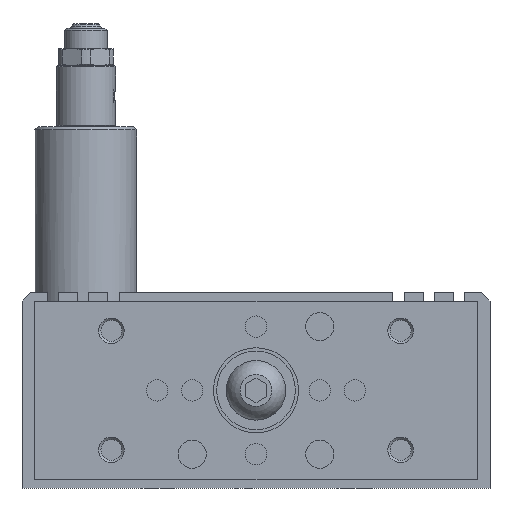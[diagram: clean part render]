
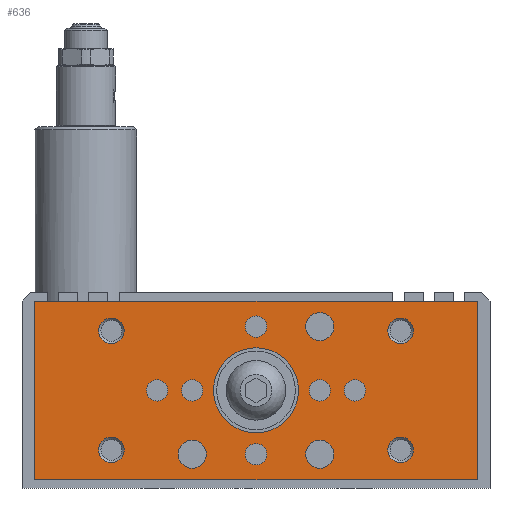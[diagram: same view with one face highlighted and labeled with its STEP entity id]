
A CAD part, left-side view. The second image highlights one B-rep face of the part: STEP entity #636.
In plain terms, the highlighted planar face has unit normal (-1, 0, 0).
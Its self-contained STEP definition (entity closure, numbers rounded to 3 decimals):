
#636 = ADVANCED_FACE( '', ( #1512, #1513, #1514, #1515, #1516, #1517, #1518, #1519, #1520, #1521, #1522, #1523, #1524, #1525, #1526 ), #1527, .F. );
#1512 = FACE_BOUND( '', #2624, .T. );
#1513 = FACE_BOUND( '', #2625, .T. );
#1514 = FACE_BOUND( '', #2626, .T. );
#1515 = FACE_BOUND( '', #2627, .T. );
#1516 = FACE_BOUND( '', #2628, .T. );
#1517 = FACE_BOUND( '', #2629, .T. );
#1518 = FACE_BOUND( '', #2630, .T. );
#1519 = FACE_BOUND( '', #2631, .T. );
#1520 = FACE_BOUND( '', #2632, .T. );
#1521 = FACE_BOUND( '', #2633, .T. );
#1522 = FACE_BOUND( '', #2634, .T. );
#1523 = FACE_BOUND( '', #2635, .T. );
#1524 = FACE_BOUND( '', #2636, .T. );
#1525 = FACE_BOUND( '', #2637, .T. );
#1526 = FACE_OUTER_BOUND( '', #2638, .T. );
#1527 = PLANE( '', #2639 );
#2624 = EDGE_LOOP( '', ( #4390 ) );
#2625 = EDGE_LOOP( '', ( #4391 ) );
#2626 = EDGE_LOOP( '', ( #4392 ) );
#2627 = EDGE_LOOP( '', ( #4393 ) );
#2628 = EDGE_LOOP( '', ( #4394 ) );
#2629 = EDGE_LOOP( '', ( #4395 ) );
#2630 = EDGE_LOOP( '', ( #4396 ) );
#2631 = EDGE_LOOP( '', ( #4397 ) );
#2632 = EDGE_LOOP( '', ( #4398 ) );
#2633 = EDGE_LOOP( '', ( #4399 ) );
#2634 = EDGE_LOOP( '', ( #4400 ) );
#2635 = EDGE_LOOP( '', ( #4401 ) );
#2636 = EDGE_LOOP( '', ( #4402 ) );
#2637 = EDGE_LOOP( '', ( #4403 ) );
#2638 = EDGE_LOOP( '', ( #4404, #4405, #4406, #4407 ) );
#2639 = AXIS2_PLACEMENT_3D( '', #4408, #4409, #4410 );
#4390 = ORIENTED_EDGE( '', *, *, #5582, .T. );
#4391 = ORIENTED_EDGE( '', *, *, #6044, .T. );
#4392 = ORIENTED_EDGE( '', *, *, #6045, .T. );
#4393 = ORIENTED_EDGE( '', *, *, #6034, .T. );
#4394 = ORIENTED_EDGE( '', *, *, #5862, .T. );
#4395 = ORIENTED_EDGE( '', *, *, #6046, .T. );
#4396 = ORIENTED_EDGE( '', *, *, #6047, .T. );
#4397 = ORIENTED_EDGE( '', *, *, #6048, .F. );
#4398 = ORIENTED_EDGE( '', *, *, #6049, .T. );
#4399 = ORIENTED_EDGE( '', *, *, #5768, .T. );
#4400 = ORIENTED_EDGE( '', *, *, #6050, .F. );
#4401 = ORIENTED_EDGE( '', *, *, #6051, .F. );
#4402 = ORIENTED_EDGE( '', *, *, #6052, .T. );
#4403 = ORIENTED_EDGE( '', *, *, #6053, .T. );
#4404 = ORIENTED_EDGE( '', *, *, #6054, .F. );
#4405 = ORIENTED_EDGE( '', *, *, #5525, .F. );
#4406 = ORIENTED_EDGE( '', *, *, #6055, .F. );
#4407 = ORIENTED_EDGE( '', *, *, #5560, .F. );
#4408 = CARTESIAN_POINT( '', ( -106., 52., 44. ) );
#4409 = DIRECTION( '', ( 1., 0., 0. ) );
#4410 = DIRECTION( '', ( 0., 0., 1. ) );
#5525 = EDGE_CURVE( '', #6426, #6428, #6429, .T. );
#5560 = EDGE_CURVE( '', #6488, #6490, #6491, .T. );
#5582 = EDGE_CURVE( '', #6528, #6528, #6529, .T. );
#5768 = EDGE_CURVE( '', #6841, #6841, #6842, .T. );
#5862 = EDGE_CURVE( '', #6990, #6990, #6991, .T. );
#6034 = EDGE_CURVE( '', #7238, #7238, #7239, .T. );
#6044 = EDGE_CURVE( '', #7251, #7251, #7252, .T. );
#6045 = EDGE_CURVE( '', #7253, #7253, #7254, .T. );
#6046 = EDGE_CURVE( '', #7255, #7255, #7256, .T. );
#6047 = EDGE_CURVE( '', #7257, #7257, #7258, .T. );
#6048 = EDGE_CURVE( '', #7259, #7259, #7260, .T. );
#6049 = EDGE_CURVE( '', #7261, #7261, #7262, .T. );
#6050 = EDGE_CURVE( '', #7263, #7263, #7264, .T. );
#6051 = EDGE_CURVE( '', #7265, #7265, #7266, .T. );
#6052 = EDGE_CURVE( '', #7267, #7267, #7268, .T. );
#6053 = EDGE_CURVE( '', #7269, #7269, #7270, .T. );
#6054 = EDGE_CURVE( '', #6428, #6488, #7271, .T. );
#6055 = EDGE_CURVE( '', #6490, #6426, #7272, .T. );
#6426 = VERTEX_POINT( '', #7744 );
#6428 = VERTEX_POINT( '', #7747 );
#6429 = LINE( '', #7748, #7749 );
#6488 = VERTEX_POINT( '', #8004 );
#6490 = VERTEX_POINT( '', #8007 );
#6491 = LINE( '', #8008, #8009 );
#6528 = VERTEX_POINT( '', #8098 );
#6529 = CIRCLE( '', #8099, 2.51 );
#6841 = VERTEX_POINT( '', #8636 );
#6842 = CIRCLE( '', #8637, 3. );
#6990 = VERTEX_POINT( '', #8835 );
#6991 = CIRCLE( '', #8836, 3.3 );
#7238 = VERTEX_POINT( '', #9181 );
#7239 = CIRCLE( '', #9182, 2.51 );
#7251 = VERTEX_POINT( '', #9206 );
#7252 = CIRCLE( '', #9207, 2.51 );
#7253 = VERTEX_POINT( '', #9208 );
#7254 = CIRCLE( '', #9209, 2.51 );
#7255 = VERTEX_POINT( '', #9210 );
#7256 = CIRCLE( '', #9211, 3.3 );
#7257 = VERTEX_POINT( '', #9212 );
#7258 = CIRCLE( '', #9213, 3.3 );
#7259 = VERTEX_POINT( '', #9214 );
#7260 = CIRCLE( '', #9215, 2.51 );
#7261 = VERTEX_POINT( '', #9216 );
#7262 = CIRCLE( '', #9217, 2.51 );
#7263 = VERTEX_POINT( '', #9218 );
#7264 = CIRCLE( '', #9219, 3. );
#7265 = VERTEX_POINT( '', #9220 );
#7266 = CIRCLE( '', #9221, 3. );
#7267 = VERTEX_POINT( '', #9222 );
#7268 = CIRCLE( '', #9223, 3. );
#7269 = VERTEX_POINT( '', #9224 );
#7270 = CIRCLE( '', #9225, 10. );
#7271 = LINE( '', #9226, #9227 );
#7272 = LINE( '', #9228, #9229 );
#7744 = CARTESIAN_POINT( '', ( -106., -52., 2. ) );
#7747 = CARTESIAN_POINT( '', ( -106., 52., 2. ) );
#7748 = CARTESIAN_POINT( '', ( -106., -52., 2. ) );
#7749 = VECTOR( '', #9686, 1000. );
#8004 = CARTESIAN_POINT( '', ( -106., 52., 44. ) );
#8007 = CARTESIAN_POINT( '', ( -106., -52., 44. ) );
#8008 = CARTESIAN_POINT( '', ( -106., 52., 44. ) );
#8009 = VECTOR( '', #9724, 1000. );
#8098 = CARTESIAN_POINT( '', ( -106., 0., 10.51 ) );
#8099 = AXIS2_PLACEMENT_3D( '', #9751, #9752, #9753 );
#8636 = CARTESIAN_POINT( '', ( -106., 31., 9. ) );
#8637 = AXIS2_PLACEMENT_3D( '', #9991, #9992, #9993 );
#8835 = CARTESIAN_POINT( '', ( -106., 15., 4.7 ) );
#8836 = AXIS2_PLACEMENT_3D( '', #10114, #10115, #10116 );
#9181 = CARTESIAN_POINT( '', ( -106., -12.49, 23. ) );
#9182 = AXIS2_PLACEMENT_3D( '', #10343, #10344, #10345 );
#9206 = CARTESIAN_POINT( '', ( -106., 12.49, 23. ) );
#9207 = AXIS2_PLACEMENT_3D( '', #10351, #10352, #10353 );
#9208 = CARTESIAN_POINT( '', ( -106., 0., 35.49 ) );
#9209 = AXIS2_PLACEMENT_3D( '', #10354, #10355, #10356 );
#9210 = CARTESIAN_POINT( '', ( -106., -15., 4.7 ) );
#9211 = AXIS2_PLACEMENT_3D( '', #10357, #10358, #10359 );
#9212 = CARTESIAN_POINT( '', ( -106., -15., 34.7 ) );
#9213 = AXIS2_PLACEMENT_3D( '', #10360, #10361, #10362 );
#9214 = CARTESIAN_POINT( '', ( -106., 20.74, 23. ) );
#9215 = AXIS2_PLACEMENT_3D( '', #10363, #10364, #10365 );
#9216 = CARTESIAN_POINT( '', ( -106., -20.74, 23. ) );
#9217 = AXIS2_PLACEMENT_3D( '', #10366, #10367, #10368 );
#9218 = CARTESIAN_POINT( '', ( -106., -31., 9. ) );
#9219 = AXIS2_PLACEMENT_3D( '', #10369, #10370, #10371 );
#9220 = CARTESIAN_POINT( '', ( -106., 31., 37. ) );
#9221 = AXIS2_PLACEMENT_3D( '', #10372, #10373, #10374 );
#9222 = CARTESIAN_POINT( '', ( -106., -31., 37. ) );
#9223 = AXIS2_PLACEMENT_3D( '', #10375, #10376, #10377 );
#9224 = CARTESIAN_POINT( '', ( -106., 10., 23. ) );
#9225 = AXIS2_PLACEMENT_3D( '', #10378, #10379, #10380 );
#9226 = CARTESIAN_POINT( '', ( -106., 52., 2. ) );
#9227 = VECTOR( '', #10381, 1000. );
#9228 = CARTESIAN_POINT( '', ( -106., -52., 44. ) );
#9229 = VECTOR( '', #10382, 1000. );
#9686 = DIRECTION( '', ( 0., 1., 0. ) );
#9724 = DIRECTION( '', ( 0., -1., 0. ) );
#9751 = CARTESIAN_POINT( '', ( -106., 0., 8. ) );
#9752 = DIRECTION( '', ( 1., 0., 0. ) );
#9753 = DIRECTION( '', ( 0., 0., 1. ) );
#9991 = CARTESIAN_POINT( '', ( -106., 34., 9. ) );
#9992 = DIRECTION( '', ( 1., 0., 0. ) );
#9993 = DIRECTION( '', ( 0., -1., 0. ) );
#10114 = CARTESIAN_POINT( '', ( -106., 15., 8. ) );
#10115 = DIRECTION( '', ( 1., 0., 0. ) );
#10116 = DIRECTION( '', ( 0., 0., -1. ) );
#10343 = CARTESIAN_POINT( '', ( -106., -15., 23. ) );
#10344 = DIRECTION( '', ( 1., 0., 0. ) );
#10345 = DIRECTION( '', ( 0., 1., 0. ) );
#10351 = CARTESIAN_POINT( '', ( -106., 15., 23. ) );
#10352 = DIRECTION( '', ( 1., 0., 0. ) );
#10353 = DIRECTION( '', ( 0., -1., 0. ) );
#10354 = CARTESIAN_POINT( '', ( -106., 0., 38. ) );
#10355 = DIRECTION( '', ( 1., 0., 0. ) );
#10356 = DIRECTION( '', ( 0., 0., -1. ) );
#10357 = CARTESIAN_POINT( '', ( -106., -15., 8. ) );
#10358 = DIRECTION( '', ( 1., 0., 0. ) );
#10359 = DIRECTION( '', ( 0., 0., -1. ) );
#10360 = CARTESIAN_POINT( '', ( -106., -15., 38. ) );
#10361 = DIRECTION( '', ( 1., 0., 0. ) );
#10362 = DIRECTION( '', ( 0., 0., -1. ) );
#10363 = CARTESIAN_POINT( '', ( -106., 23.25, 23. ) );
#10364 = DIRECTION( '', ( -1., 0., 0. ) );
#10365 = DIRECTION( '', ( 0., -1., 0. ) );
#10366 = CARTESIAN_POINT( '', ( -106., -23.25, 23. ) );
#10367 = DIRECTION( '', ( 1., 0., 0. ) );
#10368 = DIRECTION( '', ( 0., 1., 0. ) );
#10369 = CARTESIAN_POINT( '', ( -106., -34., 9. ) );
#10370 = DIRECTION( '', ( -1., 0., 0. ) );
#10371 = DIRECTION( '', ( 0., 1., 0. ) );
#10372 = CARTESIAN_POINT( '', ( -106., 34., 37. ) );
#10373 = DIRECTION( '', ( -1., 0., 0. ) );
#10374 = DIRECTION( '', ( 0., -1., 0. ) );
#10375 = CARTESIAN_POINT( '', ( -106., -34., 37. ) );
#10376 = DIRECTION( '', ( 1., 0., 0. ) );
#10377 = DIRECTION( '', ( 0., 1., 0. ) );
#10378 = CARTESIAN_POINT( '', ( -106., 0., 23. ) );
#10379 = DIRECTION( '', ( 1., 0., 0. ) );
#10380 = DIRECTION( '', ( 0., 1., 0. ) );
#10381 = DIRECTION( '', ( 0., 0., 1. ) );
#10382 = DIRECTION( '', ( 0., 0., -1. ) );
